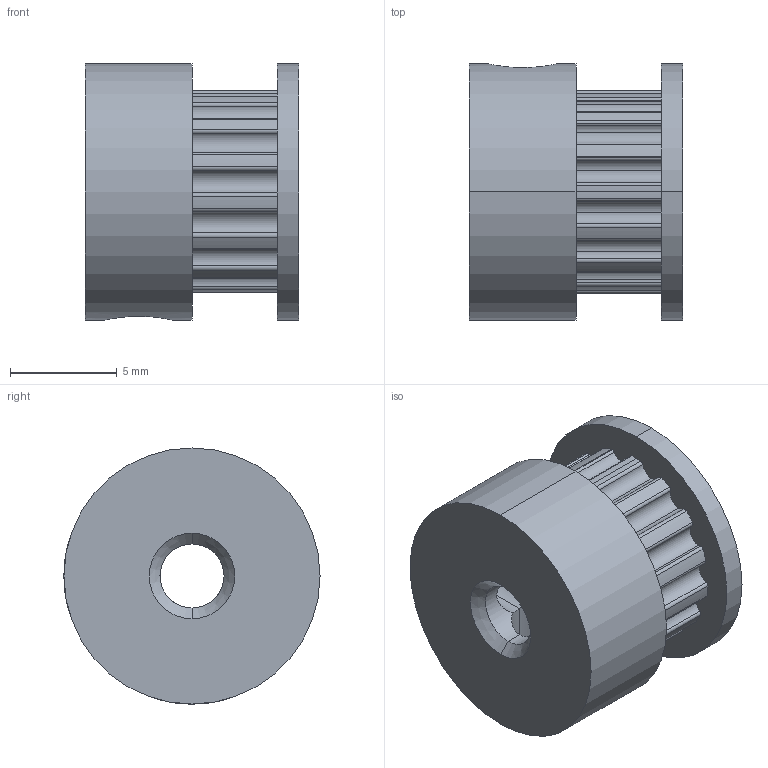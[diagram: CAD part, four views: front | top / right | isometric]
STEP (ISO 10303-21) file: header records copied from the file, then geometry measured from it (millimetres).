
FILE_DESCRIPTION (( 'STEP AP214' ), '1' );
FILE_NAME ('PULLEY, GT2, 3 mm BORE, 16 TEETH, 3 mm BELT WIDTH.STEP', '2016-12-25T05:33:01', ( '' ), ( '' ), 'SwSTEP 2.0', 'SolidWorks 2016', '' );
FILE_SCHEMA (( 'AUTOMOTIVE_DESIGN' ));
Length unit declared in the file: millimetre
Products named in the file (1): PULLEY, GT2, 3 mm BORE,  16 TEETH, 3 mm BELT WIDTH
Bounding box: 10 x 12 x 12 mm (x, y, z)
Volume: 814.6 mm3; surface area: 824.3 mm2
Topology: 1 solids, 1 shells, 101 faces, 286 edges, 187 vertices
Faces by surface type: cylinder 84, cone 12, plane 5
Entity records: 3602 total; most frequent: CARTESIAN_POINT 751, DIRECTION 650, ORIENTED_EDGE 572, EDGE_CURVE 286, AXIS2_PLACEMENT_3D 276, VERTEX_POINT 187, CIRCLE 174, EDGE_LOOP 107
